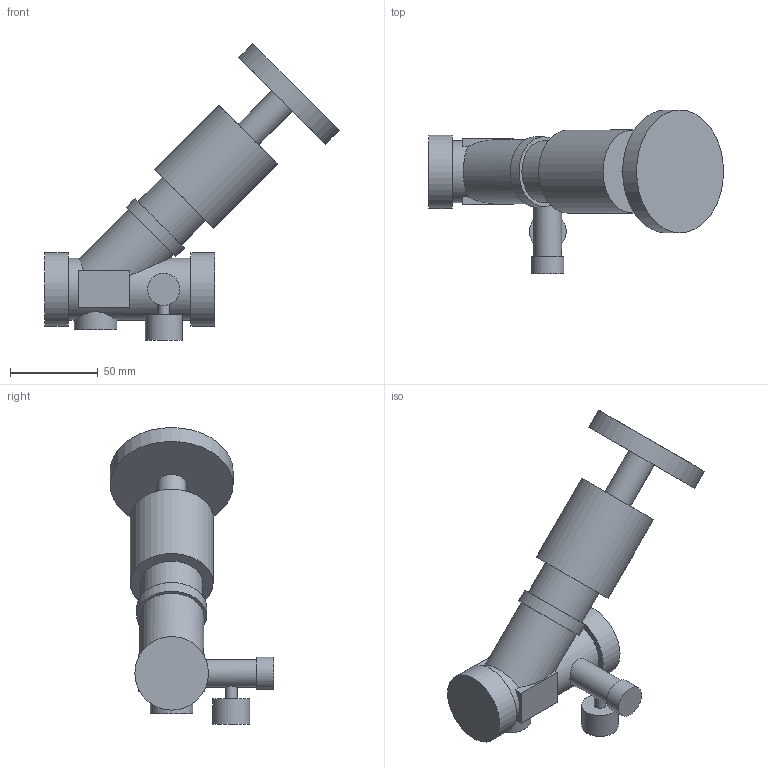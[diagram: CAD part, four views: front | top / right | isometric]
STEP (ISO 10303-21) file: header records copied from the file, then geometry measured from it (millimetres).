
FILE_DESCRIPTION(/* description */ ('STEP AP203'),/* implementation_level */ '2;1');
FILE_NAME(/* name */ '0781G025CH',/* time_stamp */ '2024-03-19T17:40:12+01:00',/* author */ ('License CC BY-ND 4.0'),/* organization */ ('CADENAS'),/* preprocessor_version */ 'ST-DEVELOPER v19.3',/* originating_system */ 'PARTsolutions',/* authorisation */ ' ');
FILE_SCHEMA (('CONFIG_CONTROL_DESIGN'));
Length unit declared in the file: millimetre
Products named in the file (1): 0781G025CH
Bounding box: 168 x 93.2 x 169.1 mm (x, y, z)
Volume: 319517.2 mm3; surface area: 46533.7 mm2
Topology: 1 solids, 1 shells, 39 faces, 74 edges, 49 vertices
Faces by surface type: plane 25, cylinder 14
Full cylindrical faces by diameter (mm): 6.579 x1, 15.788 x1, 16.764 x1, 18.42 x1, 21.051 x1, 24.25 x1, 35.204 x2, 36.462 x1, 39.815 x1, 41.91 x2, 47.358 x1, 70 x1
Entity records: 1005 total; most frequent: CARTESIAN_POINT 230, DIRECTION 164, ORIENTED_EDGE 114, AXIS2_PLACEMENT_3D 72, EDGE_LOOP 66, FACE_BOUND 66, EDGE_CURVE 57, VERTEX_POINT 47
